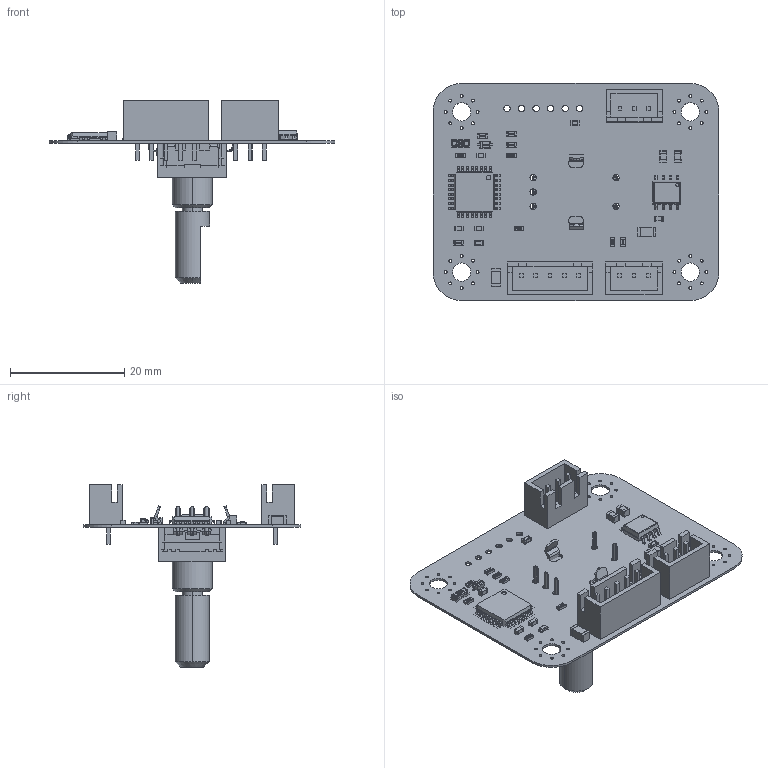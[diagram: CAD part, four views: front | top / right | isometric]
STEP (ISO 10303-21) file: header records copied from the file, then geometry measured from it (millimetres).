
FILE_DESCRIPTION(('Open CASCADE Model'),'2;1');
FILE_NAME('Open CASCADE Shape Model','2025-01-07T15:35:48',('Author'),( 'Open CASCADE'),'Open CASCADE STEP processor 6.8','Open CASCADE 6.8' ,'Unknown');
FILE_SCHEMA(('AUTOMOTIVE_DESIGN { 1 0 10303 214 1 1 1 1 }'));
Length unit declared in the file: millimetre
Products named in the file (80): PCB; Board; Open CASCADE STEP translator 6.8 2.1.1; C9; User_Library-cap_1206-1; XT1; SW3dPS-CSTCE_V-1; SW3dPS-CSTCE_V-1_Free-Models1; SW3dPS-CSTCE_V-1_453565777; SW3dPS-CSTCE_V-1_Extruded24; SW3dPS-CSTCE_V-1_453562065; SW3dPS-CSTCE_V-1_Extruded16; SW3dPS-CSTCE_V-1_453562833; SW3dPS-CSTCE_V-1_Extruded18; SW3dPS-CSTCE_V-1_453563985; SW3dPS-CSTCE_V-1_Extruded14; SW3dPS-CSTCE_V-1_453565521; SW3dPS-CSTCE_V-1_Extruded19; SW3dPS-CSTCE_V-1_453330369; SW3dPS-CSTCE_V-1_Sphere1; SW3dPS-CSTCE_V-1_453563729; SW3dPS-CSTCE_V-1_Extruded22; SW3dPS-CSTCE_V-1_453331489; SW3dPS-CSTCE_V-1_Cylinder3; SW3dPS-CSTCE_V-1_453563601; SW3dPS-CSTCE_V-1_Extruded17; SW3dPS-CSTCE_V-1_453331041; SW3dPS-CSTCE_V-1_Cylinder2; SW3dPS-CSTCE_V-1_453566289; SW3dPS-CSTCE_V-1_Extruded13; SW3dPS-CSTCE_V-1_453565905; SW3dPS-CSTCE_V-1_Extruded21; SW3dPS-CSTCE_V-1_453557585; SW3dPS-CSTCE_V-1_Extruded15; SW3dPS-CSTCE_V-1_453566801; SW3dPS-CSTCE_V-1_Extruded25; SW3dPS-CSTCE_V-1_453567057; SW3dPS-CSTCE_V-1_Extruded23; SW3dPS-CSTCE_V-1_453563857; SW3dPS-CSTCE_V-1_Extruded20 ...
Assembly tree (134 placements, depth 6):
  PCB
    Board
      Open CASCADE STEP translator 6.8 2.1.1
    C9
      User_Library-cap_1206-1
    XT1
      SW3dPS-CSTCE_V-1
        SW3dPS-CSTCE_V-1_Free-Models1
          SW3dPS-CSTCE_V-1_453565777  x2
            SW3dPS-CSTCE_V-1_Extruded24
          SW3dPS-CSTCE_V-1_453562065
            SW3dPS-CSTCE_V-1_Extruded16
          SW3dPS-CSTCE_V-1_453562833  x2
            SW3dPS-CSTCE_V-1_Extruded18
          SW3dPS-CSTCE_V-1_453563985  x2
            SW3dPS-CSTCE_V-1_Extruded14
          SW3dPS-CSTCE_V-1_453565521
            SW3dPS-CSTCE_V-1_Extruded19
          SW3dPS-CSTCE_V-1_453330369  x4
            SW3dPS-CSTCE_V-1_Sphere1
          SW3dPS-CSTCE_V-1_453563729  x2
            SW3dPS-CSTCE_V-1_Extruded22
          SW3dPS-CSTCE_V-1_453331489  x2
            SW3dPS-CSTCE_V-1_Cylinder3
          SW3dPS-CSTCE_V-1_453563601
            SW3dPS-CSTCE_V-1_Extruded17
          SW3dPS-CSTCE_V-1_453331041  x2
            SW3dPS-CSTCE_V-1_Cylinder2
          SW3dPS-CSTCE_V-1_453566289
            SW3dPS-CSTCE_V-1_Extruded13
          SW3dPS-CSTCE_V-1_453565905
            SW3dPS-CSTCE_V-1_Extruded21
          SW3dPS-CSTCE_V-1_453557585
            SW3dPS-CSTCE_V-1_Extruded15
          SW3dPS-CSTCE_V-1_453566801
            SW3dPS-CSTCE_V-1_Extruded25
          SW3dPS-CSTCE_V-1_453567057
            SW3dPS-CSTCE_V-1_Extruded23
          SW3dPS-CSTCE_V-1_453563857
            SW3dPS-CSTCE_V-1_Extruded20
        SW3dPS-CSTCE_V-1_Board1
    U2
      User_Library-IPC_SOSOIC127P600X173-8N_SO_SO8-SOP005
    U1
      User_Library-TQFP-32
        User_Library-TQFP-32_pins_TQFP_pin_TQFP_035x07_1  x32
        User_Library-TQFP-32_body_10x1_TQFP_7x7_1
    SW1
      EC11E-05SW
      6842623024
        Extruded
    R8
      User_Library-SMD_RESISTOR-10603
    R7
      User_Library-SMD_RESISTOR-10603
    R6
      User_Library-SMD_RESISTOR-10603
    R5
      User_Library-SMD_RESISTOR-10603
    R4
Bounding box: 50 x 38 x 31.92 mm (x, y, z)
Volume: 3663.9 mm3; surface area: 7783.7 mm2
Topology: 112 solids, 113 shells, 3144 faces, 7974 edges, 5088 vertices
Faces by surface type: plane 1968, cylinder 585, bspline 497, sphere 84, cone 10
Full cylindrical faces by diameter (mm): 0.5 x32, 1 x11, 1.1 x11, 3.2 x4
Entity records: 60488 total; most frequent: CARTESIAN_POINT 14180, ORIENTED_EDGE 7704, DIRECTION 7450, EDGE_CURVE 3853, LINE 2970, VECTOR 2970, VERTEX_POINT 2446, AXIS2_PLACEMENT_3D 2240
